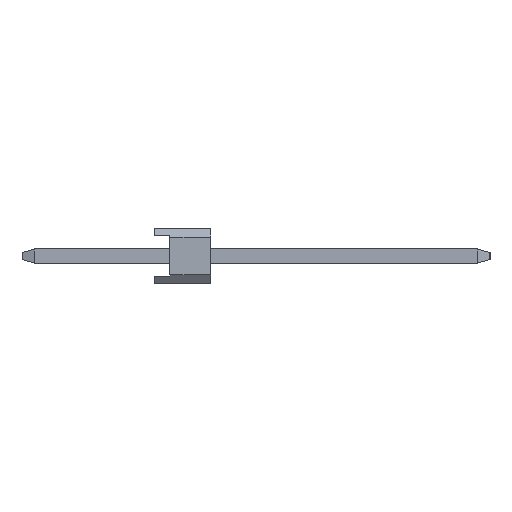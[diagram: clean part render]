
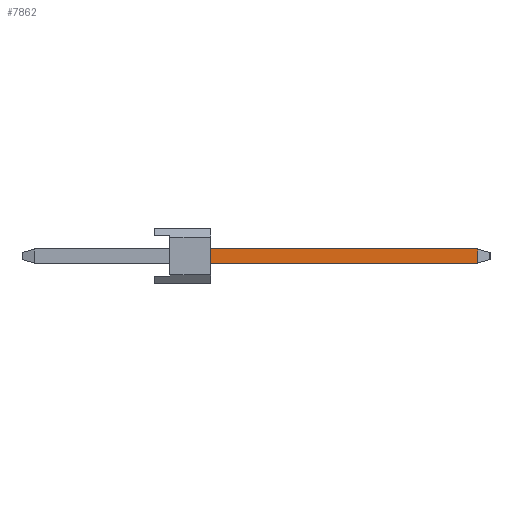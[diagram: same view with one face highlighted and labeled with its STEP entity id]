
A CAD part, left-side view. The second image highlights one B-rep face of the part: STEP entity #7862.
In plain terms, the highlighted planar face has unit normal (-1, 0, 0).
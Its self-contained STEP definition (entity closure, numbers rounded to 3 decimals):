
#6740=VERTEX_POINT('',#18235);
#7862=ADVANCED_FACE('',(#19452),#19453,.T.);
#11502=EDGE_CURVE('',#6740,#16338,#23422,.T.);
#12710=EDGE_CURVE('',#16338,#16804,#24836,.T.);
#13496=EDGE_CURVE('',#16804,#14478,#25715,.T.);
#13748=EDGE_CURVE('',#14478,#6740,#25989,.T.);
#14478=VERTEX_POINT('',#26787);
#16338=VERTEX_POINT('',#28840);
#16804=VERTEX_POINT('',#29348);
#18235=CARTESIAN_POINT('',(-46.04,-2.54,0.32));
#19452=FACE_OUTER_BOUND('',#33065,.T.);
#19453=PLANE('',#33066);
#23422=LINE('',#38878,#38879);
#24836=LINE('',#40880,#40881);
#25715=LINE('',#42135,#42136);
#25989=LINE('',#42547,#42548);
#26787=CARTESIAN_POINT('',(-46.04,-2.54,-0.32));
#28840=CARTESIAN_POINT('',(-46.04,-14.594,0.32));
#29348=CARTESIAN_POINT('',(-46.04,-14.594,-0.32));
#33065=EDGE_LOOP('',(#50000,#50001,#50002,#50003));
#33066=AXIS2_PLACEMENT_3D('',#50004,#50005,#50006);
#38878=CARTESIAN_POINT('',(-46.04,-4.59,0.32));
#38879=VECTOR('',#53650,1.0);
#40880=CARTESIAN_POINT('',(-46.04,-14.594,0.5));
#40881=VECTOR('',#55924,1.0);
#42135=CARTESIAN_POINT('',(-46.04,5.414,-0.32));
#42136=VECTOR('',#56878,1.0);
#42547=CARTESIAN_POINT('',(-46.04,-2.54,0.252));
#42548=VECTOR('',#57133,1.0);
#50000=ORIENTED_EDGE('',*,*,#13748,.F.);
#50001=ORIENTED_EDGE('',*,*,#13496,.F.);
#50002=ORIENTED_EDGE('',*,*,#12710,.F.);
#50003=ORIENTED_EDGE('',*,*,#11502,.F.);
#50004=CARTESIAN_POINT('',(-46.04,5.414,0.5));
#50005=DIRECTION('',(-1.0,0.,0.));
#50006=DIRECTION('',(0.,1.0,0.));
#53650=DIRECTION('',(0.,-1.0,0.));
#55924=DIRECTION('',(0.0,0.,-1.0));
#56878=DIRECTION('',(0.,1.0,0.));
#57133=DIRECTION('',(0.,0.,1.0));
